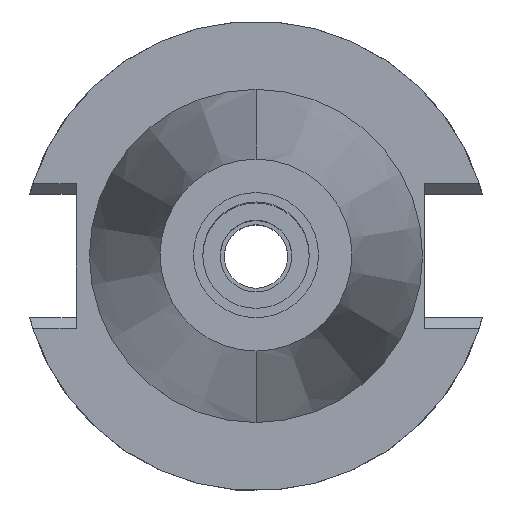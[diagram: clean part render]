
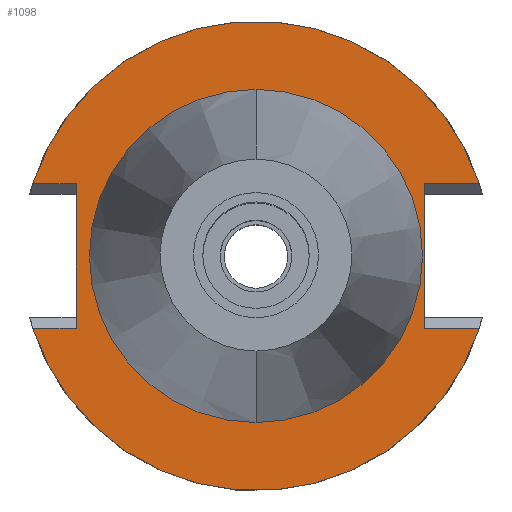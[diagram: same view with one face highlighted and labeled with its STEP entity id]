
A CAD part, top view. The second image highlights one B-rep face of the part: STEP entity #1098.
In plain terms, the highlighted planar face has unit normal (0, 0, 1).
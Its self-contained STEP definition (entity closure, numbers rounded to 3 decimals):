
#50 = DIRECTION ( 'NONE',  ( 0., 1., 0. ) ) ;
#83 = CARTESIAN_POINT ( 'NONE',  ( 35.27, 15.155, -1.5 ) ) ;
#100 = ORIENTED_EDGE ( 'NONE', *, *, #1189, .F. ) ;
#101 = LINE ( 'NONE', #853, #1104 ) ;
#131 = ORIENTED_EDGE ( 'NONE', *, *, #2808, .F. ) ;
#142 = CARTESIAN_POINT ( 'NONE',  ( 0., 0., -1.5 ) ) ;
#153 = DIRECTION ( 'NONE',  ( -1., 0., 0. ) ) ;
#174 = LINE ( 'NONE', #3013, #2254 ) ;
#189 = AXIS2_PLACEMENT_3D ( 'NONE', #1657, #839, #1432 ) ;
#204 = AXIS2_PLACEMENT_3D ( 'NONE', #3002, #1933, #3249 ) ;
#210 = CARTESIAN_POINT ( 'NONE',  ( 46.821, -15.155, -1.5 ) ) ;
#254 = EDGE_LOOP ( 'NONE', ( #2396, #131, #2122, #2608, #1669, #100, #956, #3012 ) ) ;
#283 = ORIENTED_EDGE ( 'NONE', *, *, #1811, .F. ) ;
#353 = DIRECTION ( 'NONE',  ( 0., -1., 0. ) ) ;
#370 = ORIENTED_EDGE ( 'NONE', *, *, #1843, .F. ) ;
#463 = DIRECTION ( 'NONE',  ( 0., 1., 0. ) ) ;
#602 = CARTESIAN_POINT ( 'NONE',  ( 46.821, 15.155, -1.5 ) ) ;
#644 = LINE ( 'NONE', #83, #2399 ) ;
#655 = DIRECTION ( 'NONE',  ( 0., -1., 0. ) ) ;
#675 = CARTESIAN_POINT ( 'NONE',  ( 0., 34.925, -1.5 ) ) ;
#685 = VERTEX_POINT ( 'NONE', #2955 ) ;
#688 = CARTESIAN_POINT ( 'NONE',  ( -37.68, -15.155, -1.5 ) ) ;
#742 = AXIS2_PLACEMENT_3D ( 'NONE', #3211, #1909, #353 ) ;
#764 = VERTEX_POINT ( 'NONE', #1221 ) ;
#834 = EDGE_CURVE ( 'NONE', #2744, #685, #2312, .T. ) ;
#839 = DIRECTION ( 'NONE',  ( 0., 0., -1. ) ) ;
#853 = CARTESIAN_POINT ( 'NONE',  ( 35.27, 15.155, -1.5 ) ) ;
#931 = EDGE_CURVE ( 'NONE', #1979, #2759, #1296, .T. ) ;
#956 = ORIENTED_EDGE ( 'NONE', *, *, #931, .F. ) ;
#1014 = CARTESIAN_POINT ( 'NONE',  ( -37.68, -15.155, -1.5 ) ) ;
#1088 = EDGE_CURVE ( 'NONE', #1443, #1102, #101, .T. ) ;
#1098 = ADVANCED_FACE ( 'NONE', ( #2412, #1105 ), #2907, .F. ) ;
#1100 = CARTESIAN_POINT ( 'NONE',  ( 0., -34.925, -1.5 ) ) ;
#1102 = VERTEX_POINT ( 'NONE', #602 ) ;
#1104 = VECTOR ( 'NONE', #3192, 1000. ) ;
#1105 = FACE_BOUND ( 'NONE', #3330, .T. ) ;
#1164 = CIRCLE ( 'NONE', #1714, 34.925 ) ;
#1189 = EDGE_CURVE ( 'NONE', #2759, #1578, #2796, .T. ) ;
#1221 = CARTESIAN_POINT ( 'NONE',  ( -46.821, 15.155, -1.5 ) ) ;
#1247 = CARTESIAN_POINT ( 'NONE',  ( -37.68, -15.155, -1.5 ) ) ;
#1296 = LINE ( 'NONE', #2096, #2087 ) ;
#1391 = EDGE_CURVE ( 'NONE', #685, #764, #174, .T. ) ;
#1411 = EDGE_CURVE ( 'NONE', #2744, #1578, #2306, .T. ) ;
#1432 = DIRECTION ( 'NONE',  ( 0., -1., 0. ) ) ;
#1443 = VERTEX_POINT ( 'NONE', #2027 ) ;
#1578 = VERTEX_POINT ( 'NONE', #3067 ) ;
#1612 = VECTOR ( 'NONE', #3333, 1000. ) ;
#1657 = CARTESIAN_POINT ( 'NONE',  ( 0., 0., -1.5 ) ) ;
#1669 = ORIENTED_EDGE ( 'NONE', *, *, #1411, .T. ) ;
#1714 = AXIS2_PLACEMENT_3D ( 'NONE', #142, #2180, #655 ) ;
#1798 = DIRECTION ( 'NONE',  ( 1., 0., 0. ) ) ;
#1811 = EDGE_CURVE ( 'NONE', #2816, #3079, #1164, .T. ) ;
#1843 = EDGE_CURVE ( 'NONE', #3079, #2816, #2537, .T. ) ;
#1909 = DIRECTION ( 'NONE',  ( 0., 0., -1. ) ) ;
#1933 = DIRECTION ( 'NONE',  ( 0., 0., 1. ) ) ;
#1979 = VERTEX_POINT ( 'NONE', #2582 ) ;
#2027 = CARTESIAN_POINT ( 'NONE',  ( 35.27, 15.155, -1.5 ) ) ;
#2087 = VECTOR ( 'NONE', #1798, 1000. ) ;
#2096 = CARTESIAN_POINT ( 'NONE',  ( 35.27, -15.155, -1.5 ) ) ;
#2122 = ORIENTED_EDGE ( 'NONE', *, *, #1391, .F. ) ;
#2180 = DIRECTION ( 'NONE',  ( 0., 0., 1. ) ) ;
#2254 = VECTOR ( 'NONE', #153, 1000. ) ;
#2306 = LINE ( 'NONE', #1014, #1612 ) ;
#2312 = LINE ( 'NONE', #688, #2527 ) ;
#2396 = ORIENTED_EDGE ( 'NONE', *, *, #1088, .T. ) ;
#2399 = VECTOR ( 'NONE', #2661, 1000. ) ;
#2412 = FACE_OUTER_BOUND ( 'NONE', #254, .T. ) ;
#2442 = CARTESIAN_POINT ( 'NONE',  ( 0., 0., -1.5 ) ) ;
#2527 = VECTOR ( 'NONE', #463, 1000. ) ;
#2537 = CIRCLE ( 'NONE', #204, 34.925 ) ;
#2582 = CARTESIAN_POINT ( 'NONE',  ( 35.27, -15.155, -1.5 ) ) ;
#2608 = ORIENTED_EDGE ( 'NONE', *, *, #834, .F. ) ;
#2661 = DIRECTION ( 'NONE',  ( 0., -1., 0. ) ) ;
#2744 = VERTEX_POINT ( 'NONE', #1247 ) ;
#2759 = VERTEX_POINT ( 'NONE', #210 ) ;
#2766 = CIRCLE ( 'NONE', #3200, 49.212 ) ;
#2796 = CIRCLE ( 'NONE', #742, 49.212 ) ;
#2808 = EDGE_CURVE ( 'NONE', #764, #1102, #2766, .T. ) ;
#2816 = VERTEX_POINT ( 'NONE', #1100 ) ;
#2864 = EDGE_CURVE ( 'NONE', #1443, #1979, #644, .T. ) ;
#2907 = PLANE ( 'NONE',  #189 ) ;
#2955 = CARTESIAN_POINT ( 'NONE',  ( -37.68, 15.155, -1.5 ) ) ;
#3002 = CARTESIAN_POINT ( 'NONE',  ( 0., 0., -1.5 ) ) ;
#3012 = ORIENTED_EDGE ( 'NONE', *, *, #2864, .F. ) ;
#3013 = CARTESIAN_POINT ( 'NONE',  ( -37.68, 15.155, -1.5 ) ) ;
#3067 = CARTESIAN_POINT ( 'NONE',  ( -46.821, -15.155, -1.5 ) ) ;
#3079 = VERTEX_POINT ( 'NONE', #675 ) ;
#3167 = DIRECTION ( 'NONE',  ( 0., 0., -1. ) ) ;
#3192 = DIRECTION ( 'NONE',  ( 1., 0., 0. ) ) ;
#3200 = AXIS2_PLACEMENT_3D ( 'NONE', #2442, #3167, #50 ) ;
#3211 = CARTESIAN_POINT ( 'NONE',  ( 0., 0., -1.5 ) ) ;
#3249 = DIRECTION ( 'NONE',  ( 0., 1., 0. ) ) ;
#3330 = EDGE_LOOP ( 'NONE', ( #370, #283 ) ) ;
#3333 = DIRECTION ( 'NONE',  ( -1., 0., 0. ) ) ;
